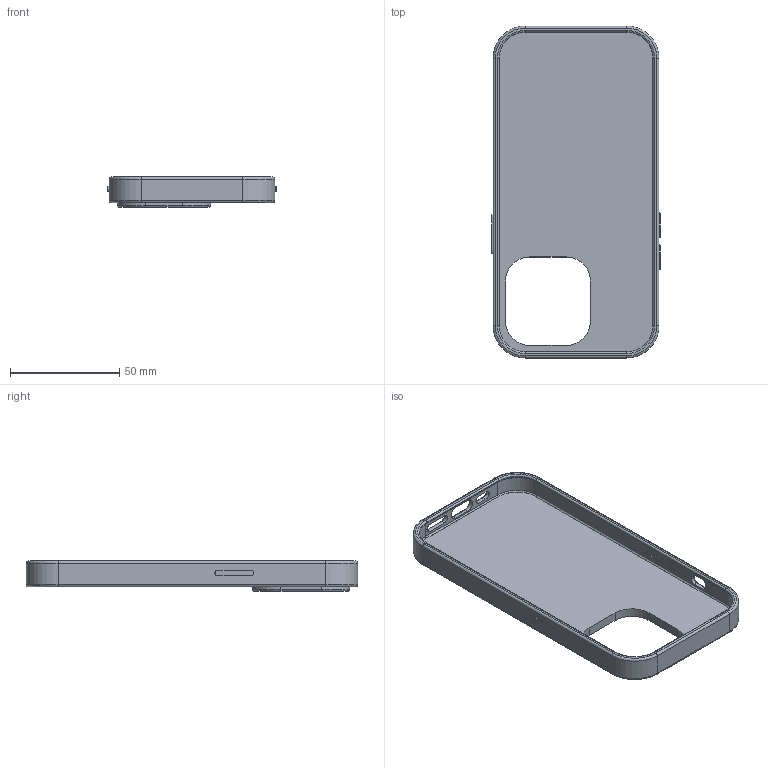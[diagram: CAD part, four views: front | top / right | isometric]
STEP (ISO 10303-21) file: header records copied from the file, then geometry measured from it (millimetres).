
FILE_DESCRIPTION(/* description */ ('','CAx-IF Rec.Pracs.---Representation and Presentation of Product Manufacturing Information (PMI)---4.0---2014-10-13'),/* implementation_level */ '2;1');
FILE_NAME(/* name */ 'Iphone 14 Pro Phone case v7.step',/* time_stamp */ '2025-03-26T22:54:12+02:00',/* author */ (''),/* organization */ (''),/* preprocessor_version */ 'ST-DEVELOPER v20',/* originating_system */ 'Autodesk Translation Framework v13.20.0.188',/* authorisation */ '');
FILE_SCHEMA (('AP242_MANAGED_MODEL_BASED_3D_ENGINEERING_MIM_LF { 1 0 10303 442 1 1 4 }'));
Length unit declared in the file: millimetre
Products named in the file (3): Iphone 14 Pro Phone case; Iphone 14 Pro; Phone case
Assembly tree (2 placements, depth 3):
  Iphone 14 Pro Phone case
    Iphone 14 Pro
      Phone case
Bounding box: 77 x 152 x 13.75 mm (x, y, z)
Volume: 27067.5 mm3; surface area: 29813.9 mm2
Topology: 1 solids, 1 shells, 188 faces, 442 edges, 264 vertices
Faces by surface type: cylinder 90, plane 60, torus 38
Entity records: 5460 total; most frequent: DIRECTION 1038, CARTESIAN_POINT 899, ORIENTED_EDGE 884, EDGE_CURVE 442, AXIS2_PLACEMENT_3D 403, VERTEX_POINT 264, LINE 232, VECTOR 232
